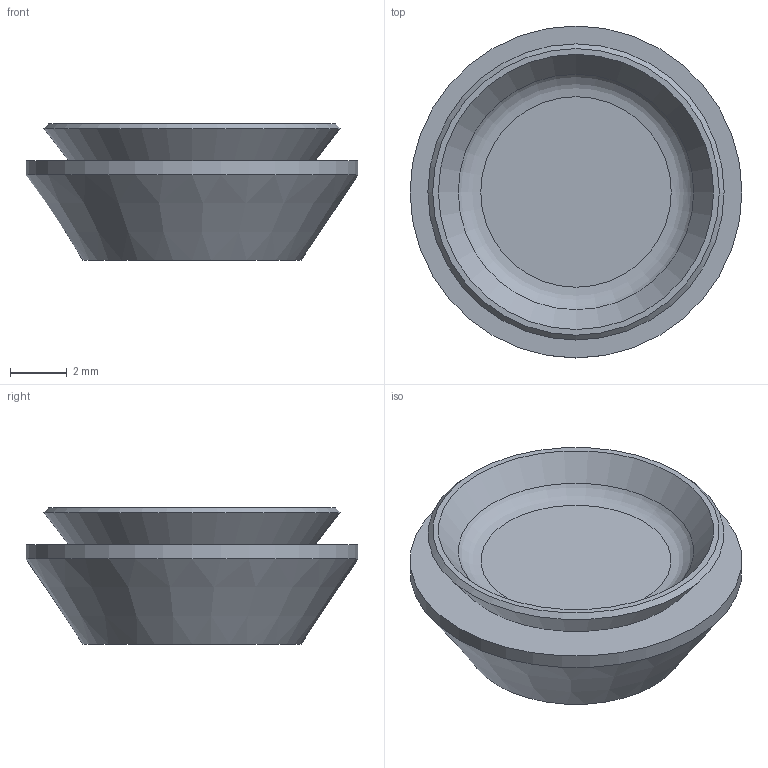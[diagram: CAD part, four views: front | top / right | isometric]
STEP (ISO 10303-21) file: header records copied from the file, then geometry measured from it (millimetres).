
FILE_DESCRIPTION(('FreeCAD Model'),'2;1');
FILE_NAME('Open CASCADE Shape Model','2025-07-12T15:16:39',(''),(''), 'Open CASCADE STEP processor 7.8','FreeCAD','Unknown');
FILE_SCHEMA(('AUTOMOTIVE_DESIGN { 1 0 10303 214 1 1 1 1 }'));
Length unit declared in the file: millimetre
Products named in the file (1): cap
Bounding box: 11.7 x 11.7 x 4.8 mm (x, y, z)
Volume: 258.6 mm3; surface area: 404.3 mm2
Topology: 1 solids, 1 shells, 13 faces, 20 edges, 12 vertices
Faces by surface type: plane 5, cone 5, cylinder 2, torus 1
Full cylindrical faces by diameter (mm): 4 x1, 11.7 x1
Entity records: 317 total; most frequent: DIRECTION 59, CARTESIAN_POINT 48, ORIENTED_EDGE 40, AXIS2_PLACEMENT_3D 27, EDGE_CURVE 20, FACE_BOUND 16, EDGE_LOOP 16, ADVANCED_FACE 13
